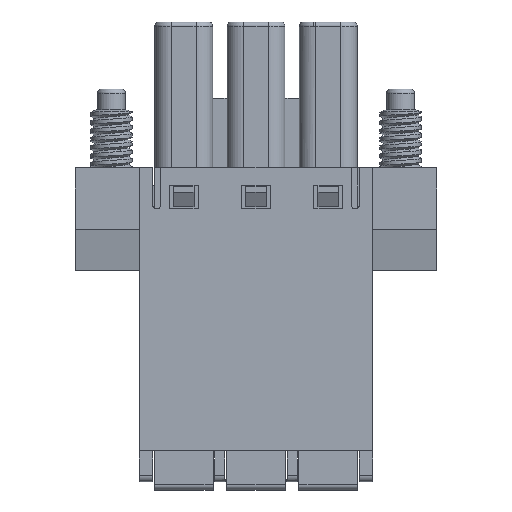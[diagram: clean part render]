
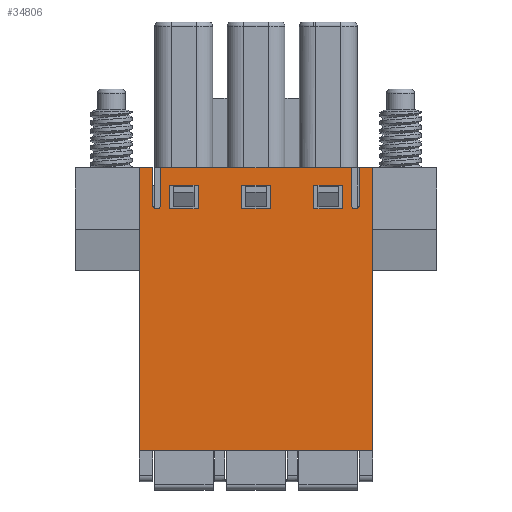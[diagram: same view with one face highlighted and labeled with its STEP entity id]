
A CAD part, front view. The second image highlights one B-rep face of the part: STEP entity #34806.
In plain terms, the highlighted planar face has unit normal (0, -1, 0).
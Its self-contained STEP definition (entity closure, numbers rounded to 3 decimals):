
#1593=CARTESIAN_POINT('',(-10.25,-6.5,0.));
#1594=VERTEX_POINT('',#1593);
#1601=CARTESIAN_POINT('',(-10.25,-6.5,-1.8));
#1602=VERTEX_POINT('',#1601);
#1603=CARTESIAN_POINT('',(-10.25,-6.5,0.));
#1604=DIRECTION('',(0.,0.,-1.));
#1605=VECTOR('',#1604,1.8);
#1606=LINE('',#1603,#1605);
#1607=EDGE_CURVE('',#1594,#1602,#1606,.T.);
#6141=CARTESIAN_POINT('',(-10.9,-6.5,0.));
#6142=VERTEX_POINT('',#6141);
#6149=CARTESIAN_POINT('',(-10.9,-6.5,0.));
#6150=DIRECTION('',(1.,0.,0.));
#6151=VECTOR('',#6150,0.65);
#6152=LINE('',#6149,#6151);
#6153=EDGE_CURVE('',#6142,#1594,#6152,.T.);
#6240=CARTESIAN_POINT('',(-9.85,-6.5,-1.8));
#6241=VERTEX_POINT('',#6240);
#6242=CARTESIAN_POINT('',(-10.05,-6.5,-1.8));
#6243=DIRECTION('',(-1.,0.,0.));
#6244=DIRECTION('',(0.,-1.,0.));
#6245=AXIS2_PLACEMENT_3D('',#6242,#6244,#6243);
#6246=CIRCLE('',#6245,0.2);
#6247=EDGE_CURVE('',#1602,#6241,#6246,.T.);
#8127=CARTESIAN_POINT('',(-10.9,-6.5,-13.7));
#8128=VERTEX_POINT('',#8127);
#8135=CARTESIAN_POINT('',(-10.9,-6.5,-13.7));
#8136=DIRECTION('',(0.,0.,1.));
#8137=VECTOR('',#8136,13.7);
#8138=LINE('',#8135,#8137);
#8139=EDGE_CURVE('',#8128,#6142,#8138,.T.);
#14065=CARTESIAN_POINT('',(-9.85,-6.5,0.));
#14066=VERTEX_POINT('',#14065);
#14067=CARTESIAN_POINT('',(-9.85,-6.5,-1.8));
#14068=DIRECTION('',(0.,0.,1.));
#14069=VECTOR('',#14068,1.8);
#14070=LINE('',#14067,#14069);
#14071=EDGE_CURVE('',#6241,#14066,#14070,.T.);
#14536=CARTESIAN_POINT('',(-4.55,-6.5,-0.85));
#14537=VERTEX_POINT('',#14536);
#14544=CARTESIAN_POINT('',(-5.95,-6.5,-0.85));
#14545=VERTEX_POINT('',#14544);
#14546=CARTESIAN_POINT('',(-4.55,-6.5,-0.85));
#14547=DIRECTION('',(-1.,0.,0.));
#14548=VECTOR('',#14547,1.4);
#14549=LINE('',#14546,#14548);
#14550=EDGE_CURVE('',#14537,#14545,#14549,.T.);
#14574=CARTESIAN_POINT('',(-4.55,-6.5,-2.));
#14575=VERTEX_POINT('',#14574);
#14582=CARTESIAN_POINT('',(-4.55,-6.5,-2.));
#14583=DIRECTION('',(0.,0.,1.));
#14584=VECTOR('',#14583,1.15);
#14585=LINE('',#14582,#14584);
#14586=EDGE_CURVE('',#14575,#14537,#14585,.T.);
#14605=CARTESIAN_POINT('',(-5.95,-6.5,-2.));
#14606=VERTEX_POINT('',#14605);
#14613=CARTESIAN_POINT('',(-5.95,-6.5,-2.));
#14614=DIRECTION('',(1.,0.,0.));
#14615=VECTOR('',#14614,1.4);
#14616=LINE('',#14613,#14615);
#14617=EDGE_CURVE('',#14606,#14575,#14616,.T.);
#14635=CARTESIAN_POINT('',(-5.95,-6.5,-0.85));
#14636=DIRECTION('',(0.,0.,-1.));
#14637=VECTOR('',#14636,1.15);
#14638=LINE('',#14635,#14637);
#14639=EDGE_CURVE('',#14545,#14606,#14638,.T.);
#14660=CARTESIAN_POINT('',(-8.05,-6.5,-0.85));
#14661=VERTEX_POINT('',#14660);
#14668=CARTESIAN_POINT('',(-9.45,-6.5,-0.85));
#14669=VERTEX_POINT('',#14668);
#14670=CARTESIAN_POINT('',(-8.05,-6.5,-0.85));
#14671=DIRECTION('',(-1.,0.,0.));
#14672=VECTOR('',#14671,1.4);
#14673=LINE('',#14670,#14672);
#14674=EDGE_CURVE('',#14661,#14669,#14673,.T.);
#14698=CARTESIAN_POINT('',(-8.05,-6.5,-2.));
#14699=VERTEX_POINT('',#14698);
#14706=CARTESIAN_POINT('',(-8.05,-6.5,-2.));
#14707=DIRECTION('',(0.,0.,1.));
#14708=VECTOR('',#14707,1.15);
#14709=LINE('',#14706,#14708);
#14710=EDGE_CURVE('',#14699,#14661,#14709,.T.);
#14729=CARTESIAN_POINT('',(-9.45,-6.5,-2.));
#14730=VERTEX_POINT('',#14729);
#14737=CARTESIAN_POINT('',(-9.45,-6.5,-2.));
#14738=DIRECTION('',(1.,0.,0.));
#14739=VECTOR('',#14738,1.4);
#14740=LINE('',#14737,#14739);
#14741=EDGE_CURVE('',#14730,#14699,#14740,.T.);
#14759=CARTESIAN_POINT('',(-9.45,-6.5,-0.85));
#14760=DIRECTION('',(0.,0.,-1.));
#14761=VECTOR('',#14760,1.15);
#14762=LINE('',#14759,#14761);
#14763=EDGE_CURVE('',#14669,#14730,#14762,.T.);
#33610=CARTESIAN_POINT('',(-0.65,-6.5,0.));
#33611=VERTEX_POINT('',#33610);
#33612=CARTESIAN_POINT('',(-9.85,-6.5,0.));
#33613=DIRECTION('',(1.,0.,0.));
#33614=VECTOR('',#33613,9.2);
#33615=LINE('',#33612,#33614);
#33616=EDGE_CURVE('',#14066,#33611,#33615,.T.);
#33687=CARTESIAN_POINT('',(0.4,-6.5,-13.7));
#33688=VERTEX_POINT('',#33687);
#33695=CARTESIAN_POINT('',(-10.9,-6.5,-13.7));
#33696=DIRECTION('',(1.,0.,0.));
#33697=VECTOR('',#33696,11.3);
#33698=LINE('',#33695,#33697);
#33699=EDGE_CURVE('',#8128,#33688,#33698,.T.);
#34087=CARTESIAN_POINT('',(-2.45,-6.5,-0.85));
#34088=VERTEX_POINT('',#34087);
#34089=CARTESIAN_POINT('',(-2.45,-6.5,-2.));
#34090=VERTEX_POINT('',#34089);
#34091=CARTESIAN_POINT('',(-2.45,-6.5,-0.85));
#34092=DIRECTION('',(0.,0.,-1.));
#34093=VECTOR('',#34092,1.15);
#34094=LINE('',#34091,#34093);
#34095=EDGE_CURVE('',#34088,#34090,#34094,.T.);
#34716=CARTESIAN_POINT('',(-5.25,-6.5,-6.85));
#34717=DIRECTION('',(0.,0.,-1.));
#34718=DIRECTION('',(0.,-1.,0.));
#34719=AXIS2_PLACEMENT_3D('',#34716,#34718,#34717);
#34720=PLANE('',#34719);
#34721=CARTESIAN_POINT('',(0.4,-6.5,0.));
#34722=VERTEX_POINT('',#34721);
#34723=CARTESIAN_POINT('',(0.4,-6.5,-13.7));
#34724=DIRECTION('',(0.,0.,1.));
#34725=VECTOR('',#34724,13.7);
#34726=LINE('',#34723,#34725);
#34727=EDGE_CURVE('',#33688,#34722,#34726,.T.);
#34728=ORIENTED_EDGE('',*,*,#34727,.T.);
#34729=CARTESIAN_POINT('',(-0.25,-6.5,0.));
#34730=VERTEX_POINT('',#34729);
#34731=CARTESIAN_POINT('',(0.4,-6.5,0.));
#34732=DIRECTION('',(-1.,0.,0.));
#34733=VECTOR('',#34732,0.65);
#34734=LINE('',#34731,#34733);
#34735=EDGE_CURVE('',#34722,#34730,#34734,.T.);
#34736=ORIENTED_EDGE('',*,*,#34735,.T.);
#34737=CARTESIAN_POINT('',(-0.25,-6.5,-1.8));
#34738=VERTEX_POINT('',#34737);
#34739=CARTESIAN_POINT('',(-0.25,-6.5,0.));
#34740=DIRECTION('',(0.,0.,-1.));
#34741=VECTOR('',#34740,1.8);
#34742=LINE('',#34739,#34741);
#34743=EDGE_CURVE('',#34730,#34738,#34742,.T.);
#34744=ORIENTED_EDGE('',*,*,#34743,.T.);
#34745=CARTESIAN_POINT('',(-0.65,-6.5,-1.8));
#34746=VERTEX_POINT('',#34745);
#34747=CARTESIAN_POINT('',(-0.45,-6.5,-1.8));
#34748=DIRECTION('',(1.,0.,0.));
#34749=DIRECTION('',(0.,1.,0.));
#34750=AXIS2_PLACEMENT_3D('',#34747,#34749,#34748);
#34751=CIRCLE('',#34750,0.2);
#34752=EDGE_CURVE('',#34738,#34746,#34751,.T.);
#34753=ORIENTED_EDGE('',*,*,#34752,.T.);
#34754=CARTESIAN_POINT('',(-0.65,-6.5,-1.8));
#34755=DIRECTION('',(0.,0.,1.));
#34756=VECTOR('',#34755,1.8);
#34757=LINE('',#34754,#34756);
#34758=EDGE_CURVE('',#34746,#33611,#34757,.T.);
#34759=ORIENTED_EDGE('',*,*,#34758,.T.);
#34760=ORIENTED_EDGE('',*,*,#33616,.F.);
#34761=ORIENTED_EDGE('',*,*,#14071,.F.);
#34762=ORIENTED_EDGE('',*,*,#6247,.F.);
#34763=ORIENTED_EDGE('',*,*,#1607,.F.);
#34764=ORIENTED_EDGE('',*,*,#6153,.F.);
#34765=ORIENTED_EDGE('',*,*,#8139,.F.);
#34766=ORIENTED_EDGE('',*,*,#33699,.T.);
#34767=EDGE_LOOP('',(#34728,#34736,#34744,#34753,#34759,#34760,#34761,#34762,#34763,#34764,#34765,#34766));
#34768=FACE_OUTER_BOUND('',#34767,.T.);
#34769=ORIENTED_EDGE('',*,*,#34095,.F.);
#34770=CARTESIAN_POINT('',(-1.05,-6.5,-0.85));
#34771=VERTEX_POINT('',#34770);
#34772=CARTESIAN_POINT('',(-2.45,-6.5,-0.85));
#34773=DIRECTION('',(1.,0.,0.));
#34774=VECTOR('',#34773,1.4);
#34775=LINE('',#34772,#34774);
#34776=EDGE_CURVE('',#34088,#34771,#34775,.T.);
#34777=ORIENTED_EDGE('',*,*,#34776,.T.);
#34778=CARTESIAN_POINT('',(-1.05,-6.5,-2.));
#34779=VERTEX_POINT('',#34778);
#34780=CARTESIAN_POINT('',(-1.05,-6.5,-0.85));
#34781=DIRECTION('',(0.,0.,-1.));
#34782=VECTOR('',#34781,1.15);
#34783=LINE('',#34780,#34782);
#34784=EDGE_CURVE('',#34771,#34779,#34783,.T.);
#34785=ORIENTED_EDGE('',*,*,#34784,.T.);
#34786=CARTESIAN_POINT('',(-1.05,-6.5,-2.));
#34787=DIRECTION('',(-1.,0.,0.));
#34788=VECTOR('',#34787,1.4);
#34789=LINE('',#34786,#34788);
#34790=EDGE_CURVE('',#34779,#34090,#34789,.T.);
#34791=ORIENTED_EDGE('',*,*,#34790,.T.);
#34792=EDGE_LOOP('',(#34769,#34777,#34785,#34791));
#34793=FACE_BOUND('',#34792,.T.);
#34794=ORIENTED_EDGE('',*,*,#14674,.F.);
#34795=ORIENTED_EDGE('',*,*,#14710,.F.);
#34796=ORIENTED_EDGE('',*,*,#14741,.F.);
#34797=ORIENTED_EDGE('',*,*,#14763,.F.);
#34798=EDGE_LOOP('',(#34794,#34795,#34796,#34797));
#34799=FACE_BOUND('',#34798,.T.);
#34800=ORIENTED_EDGE('',*,*,#14550,.F.);
#34801=ORIENTED_EDGE('',*,*,#14586,.F.);
#34802=ORIENTED_EDGE('',*,*,#14617,.F.);
#34803=ORIENTED_EDGE('',*,*,#14639,.F.);
#34804=EDGE_LOOP('',(#34800,#34801,#34802,#34803));
#34805=FACE_BOUND('',#34804,.T.);
#34806=ADVANCED_FACE('',(#34768,#34793,#34799,#34805),#34720,.T.);
